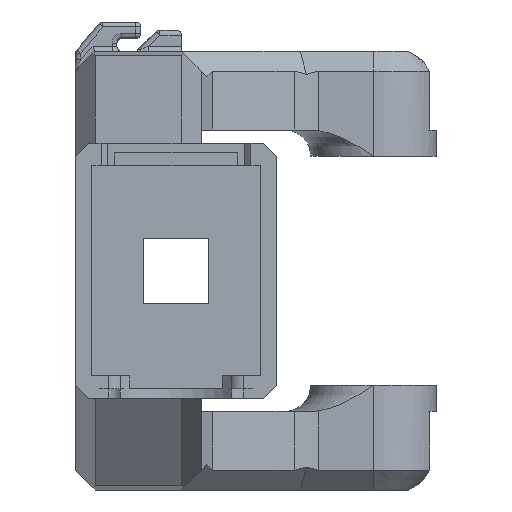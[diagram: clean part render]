
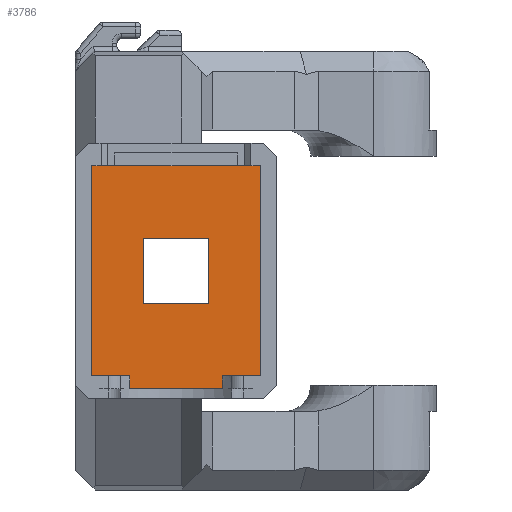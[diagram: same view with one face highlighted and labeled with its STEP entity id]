
A CAD part, left-side view. The second image highlights one B-rep face of the part: STEP entity #3786.
In plain terms, the highlighted planar face has unit normal (-1, 0, 0).
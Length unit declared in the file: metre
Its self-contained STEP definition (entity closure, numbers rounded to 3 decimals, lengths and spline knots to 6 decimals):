
#390=ORIENTED_EDGE('',*,*,#1472,.F.);
#391=ORIENTED_EDGE('',*,*,#1473,.T.);
#392=ORIENTED_EDGE('',*,*,#1474,.T.);
#393=ORIENTED_EDGE('',*,*,#1475,.F.);
#394=ORIENTED_EDGE('',*,*,#1467,.T.);
#395=ORIENTED_EDGE('',*,*,#1476,.T.);
#396=ORIENTED_EDGE('',*,*,#1455,.F.);
#397=ORIENTED_EDGE('',*,*,#1424,.T.);
#398=ORIENTED_EDGE('',*,*,#1428,.T.);
#399=ORIENTED_EDGE('',*,*,#1431,.T.);
#400=ORIENTED_EDGE('',*,*,#1439,.F.);
#401=ORIENTED_EDGE('',*,*,#1444,.F.);
#1424=EDGE_CURVE('',#1981,#1982,#2318,.T.);
#1428=EDGE_CURVE('',#1982,#1985,#2322,.T.);
#1431=EDGE_CURVE('',#1985,#1987,#2324,.T.);
#1439=EDGE_CURVE('',#1993,#1987,#2328,.T.);
#1444=EDGE_CURVE('',#1997,#1993,#2331,.T.);
#1455=EDGE_CURVE('',#1981,#2003,#2342,.T.);
#1467=EDGE_CURVE('',#1997,#2011,#2352,.T.);
#1472=EDGE_CURVE('',#2015,#2016,#2357,.T.);
#1473=EDGE_CURVE('',#2015,#2017,#2358,.T.);
#1474=EDGE_CURVE('',#2017,#2018,#2359,.T.);
#1475=EDGE_CURVE('',#2016,#2018,#2360,.T.);
#1476=EDGE_CURVE('',#2011,#2003,#2361,.T.);
#1981=VERTEX_POINT('',#5582);
#1982=VERTEX_POINT('',#5583);
#1985=VERTEX_POINT('',#5591);
#1987=VERTEX_POINT('',#5597);
#1993=VERTEX_POINT('',#5613);
#1997=VERTEX_POINT('',#5623);
#2003=VERTEX_POINT('',#5646);
#2011=VERTEX_POINT('',#5667);
#2015=VERTEX_POINT('',#5678);
#2016=VERTEX_POINT('',#5679);
#2017=VERTEX_POINT('',#5681);
#2018=VERTEX_POINT('',#5683);
#2318=LINE('',#5581,#2709);
#2322=LINE('',#5590,#2713);
#2324=LINE('',#5596,#2715);
#2328=LINE('',#5615,#2719);
#2331=LINE('',#5625,#2722);
#2342=LINE('',#5645,#2733);
#2352=LINE('',#5668,#2743);
#2357=LINE('',#5677,#2748);
#2358=LINE('',#5680,#2749);
#2359=LINE('',#5682,#2750);
#2360=LINE('',#5684,#2751);
#2361=LINE('',#5685,#2752);
#2709=VECTOR('',#4451,1.);
#2713=VECTOR('',#4457,1.);
#2715=VECTOR('',#4463,1.);
#2719=VECTOR('',#4481,1.);
#2722=VECTOR('',#4490,1.);
#2733=VECTOR('',#4511,1.);
#2743=VECTOR('',#4529,1.);
#2748=VECTOR('',#4536,1.);
#2749=VECTOR('',#4537,1.);
#2750=VECTOR('',#4538,1.);
#2751=VECTOR('',#4539,1.);
#2752=VECTOR('',#4540,1.);
#3126=EDGE_LOOP('',(#390,#391,#392,#393));
#3127=EDGE_LOOP('',(#394,#395,#396,#397,#398,#399,#400,#401));
#3399=FACE_BOUND('',#3126,.T.);
#3400=FACE_BOUND('',#3127,.T.);
#3640=PLANE('',#4052);
#3786=ADVANCED_FACE('',(#3399,#3400),#3640,.F.);
#4052=AXIS2_PLACEMENT_3D('',#5676,#4534,#4535);
#4451=DIRECTION('',(0.,0.,-1.));
#4457=DIRECTION('',(0.,-1.,0.));
#4463=DIRECTION('',(0.,0.,1.));
#4481=DIRECTION('',(0.,1.,0.));
#4490=DIRECTION('',(0.,0.,-1.));
#4511=DIRECTION('',(0.,1.,0.));
#4529=DIRECTION('',(0.,1.,0.));
#4534=DIRECTION('',(1.,0.,0.));
#4535=DIRECTION('',(0.,1.,0.));
#4536=DIRECTION('',(0.,-1.,0.));
#4537=DIRECTION('',(0.,0.,1.));
#4538=DIRECTION('',(0.,-1.,0.));
#4539=DIRECTION('',(0.,0.,1.));
#4540=DIRECTION('',(0.,0.,-1.));
#5581=CARTESIAN_POINT('',(0.0355,0.0071,-0.017025));
#5582=CARTESIAN_POINT('',(0.0355,0.0071,-0.01605));
#5583=CARTESIAN_POINT('',(0.0355,0.0071,-0.018));
#5590=CARTESIAN_POINT('',(0.0355,0.,-0.018));
#5591=CARTESIAN_POINT('',(0.0355,-0.0071,-0.018));
#5596=CARTESIAN_POINT('',(0.0355,-0.0071,-0.017025));
#5597=CARTESIAN_POINT('',(0.0355,-0.0071,-0.01605));
#5613=CARTESIAN_POINT('',(0.0355,-0.01285,-0.01605));
#5615=CARTESIAN_POINT('',(0.0355,-0.009975,-0.01605));
#5623=CARTESIAN_POINT('',(0.0355,-0.01285,0.01605));
#5625=CARTESIAN_POINT('',(0.0355,-0.01285,0.));
#5645=CARTESIAN_POINT('',(0.0355,0.009975,-0.01605));
#5646=CARTESIAN_POINT('',(0.0355,0.01285,-0.01605));
#5667=CARTESIAN_POINT('',(0.0355,0.01285,0.01605));
#5668=CARTESIAN_POINT('',(0.0355,-0.011113,0.01605));
#5676=CARTESIAN_POINT('',(0.0355,0.,0.0195));
#5677=CARTESIAN_POINT('',(0.0355,0.,-0.005));
#5678=CARTESIAN_POINT('',(0.0355,0.005,-0.005));
#5679=CARTESIAN_POINT('',(0.0355,-0.005,-0.005));
#5680=CARTESIAN_POINT('',(0.0355,0.005,0.));
#5681=CARTESIAN_POINT('',(0.0355,0.005,0.005));
#5682=CARTESIAN_POINT('',(0.0355,0.,0.005));
#5683=CARTESIAN_POINT('',(0.0355,-0.005,0.005));
#5684=CARTESIAN_POINT('',(0.0355,-0.005,0.));
#5685=CARTESIAN_POINT('',(0.0355,0.01285,0.));
